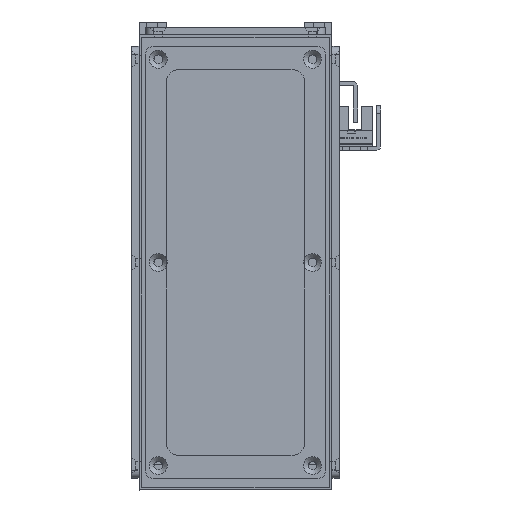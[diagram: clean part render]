
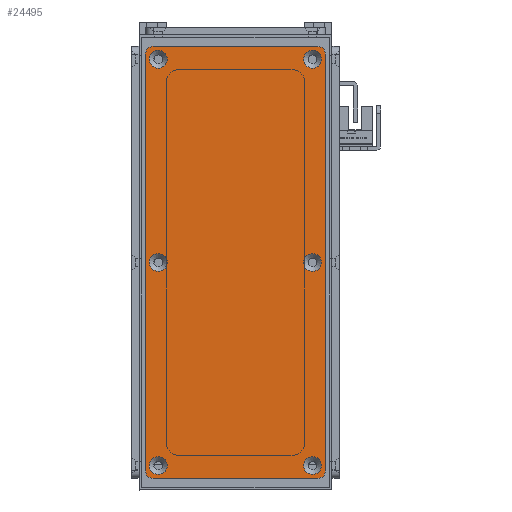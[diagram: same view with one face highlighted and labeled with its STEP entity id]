
A CAD part, left-side view. The second image highlights one B-rep face of the part: STEP entity #24495.
In plain terms, the highlighted face is planar.
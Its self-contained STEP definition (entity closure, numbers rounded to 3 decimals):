
#970=PLANE('',#27418);
#1448=FACE_BOUND('',#5066,.T.);
#1449=FACE_BOUND('',#5067,.T.);
#1450=FACE_BOUND('',#5068,.T.);
#1451=FACE_BOUND('',#5069,.T.);
#1452=FACE_BOUND('',#5070,.T.);
#1453=FACE_BOUND('',#5071,.T.);
#3343=FACE_OUTER_BOUND('',#5065,.T.);
#5065=EDGE_LOOP('',(#22560,#22561,#22562,#22563,#22564,#22565,#22566,#22567));
#5066=EDGE_LOOP('',(#22568));
#5067=EDGE_LOOP('',(#22569));
#5068=EDGE_LOOP('',(#22570));
#5069=EDGE_LOOP('',(#22571));
#5070=EDGE_LOOP('',(#22572));
#5071=EDGE_LOOP('',(#22573));
#7099=LINE('',#42146,#9174);
#7102=LINE('',#42154,#9177);
#7105=LINE('',#42162,#9180);
#7108=LINE('',#42169,#9183);
#9174=VECTOR('',#34288,10.);
#9177=VECTOR('',#34297,10.);
#9180=VECTOR('',#34306,10.);
#9183=VECTOR('',#34315,10.);
#10547=CIRCLE('',#27372,3.45);
#10550=CIRCLE('',#27377,3.45);
#10553=CIRCLE('',#27382,3.45);
#10556=CIRCLE('',#27387,3.45);
#10559=CIRCLE('',#27392,3.45);
#10562=CIRCLE('',#27397,3.45);
#10569=CIRCLE('',#27407,3.);
#10570=CIRCLE('',#27410,3.);
#10571=CIRCLE('',#27413,3.);
#10572=CIRCLE('',#27416,3.);
#12702=VERTEX_POINT('',#42062);
#12705=VERTEX_POINT('',#42072);
#12708=VERTEX_POINT('',#42082);
#12711=VERTEX_POINT('',#42092);
#12714=VERTEX_POINT('',#42102);
#12717=VERTEX_POINT('',#42112);
#12728=VERTEX_POINT('',#42139);
#12729=VERTEX_POINT('',#42141);
#12730=VERTEX_POINT('',#42145);
#12731=VERTEX_POINT('',#42149);
#12732=VERTEX_POINT('',#42153);
#12733=VERTEX_POINT('',#42157);
#12734=VERTEX_POINT('',#42161);
#12735=VERTEX_POINT('',#42165);
#15994=EDGE_CURVE('',#12702,#12702,#10547,.T.);
#15999=EDGE_CURVE('',#12705,#12705,#10550,.T.);
#16004=EDGE_CURVE('',#12708,#12708,#10553,.T.);
#16009=EDGE_CURVE('',#12711,#12711,#10556,.T.);
#16014=EDGE_CURVE('',#12714,#12714,#10559,.T.);
#16019=EDGE_CURVE('',#12717,#12717,#10562,.T.);
#16033=EDGE_CURVE('',#12729,#12728,#10569,.T.);
#16035=EDGE_CURVE('',#12730,#12729,#7099,.T.);
#16037=EDGE_CURVE('',#12731,#12730,#10570,.T.);
#16039=EDGE_CURVE('',#12732,#12731,#7102,.T.);
#16041=EDGE_CURVE('',#12733,#12732,#10571,.T.);
#16043=EDGE_CURVE('',#12734,#12733,#7105,.T.);
#16045=EDGE_CURVE('',#12735,#12734,#10572,.T.);
#16047=EDGE_CURVE('',#12728,#12735,#7108,.T.);
#22560=ORIENTED_EDGE('',*,*,#16047,.T.);
#22561=ORIENTED_EDGE('',*,*,#16045,.T.);
#22562=ORIENTED_EDGE('',*,*,#16043,.T.);
#22563=ORIENTED_EDGE('',*,*,#16041,.T.);
#22564=ORIENTED_EDGE('',*,*,#16039,.T.);
#22565=ORIENTED_EDGE('',*,*,#16037,.T.);
#22566=ORIENTED_EDGE('',*,*,#16035,.T.);
#22567=ORIENTED_EDGE('',*,*,#16033,.T.);
#22568=ORIENTED_EDGE('',*,*,#15994,.T.);
#22569=ORIENTED_EDGE('',*,*,#15999,.T.);
#22570=ORIENTED_EDGE('',*,*,#16004,.T.);
#22571=ORIENTED_EDGE('',*,*,#16009,.T.);
#22572=ORIENTED_EDGE('',*,*,#16014,.T.);
#22573=ORIENTED_EDGE('',*,*,#16019,.T.);
#24495=ADVANCED_FACE('',(#3343,#1448,#1449,#1450,#1451,#1452,#1453),#970,
 .T.);
#27372=AXIS2_PLACEMENT_3D('',#42063,#34196,#34197);
#27377=AXIS2_PLACEMENT_3D('',#42073,#34208,#34209);
#27382=AXIS2_PLACEMENT_3D('',#42083,#34220,#34221);
#27387=AXIS2_PLACEMENT_3D('',#42093,#34232,#34233);
#27392=AXIS2_PLACEMENT_3D('',#42103,#34244,#34245);
#27397=AXIS2_PLACEMENT_3D('',#42113,#34256,#34257);
#27407=AXIS2_PLACEMENT_3D('',#42142,#34283,#34284);
#27410=AXIS2_PLACEMENT_3D('',#42150,#34292,#34293);
#27413=AXIS2_PLACEMENT_3D('',#42158,#34301,#34302);
#27416=AXIS2_PLACEMENT_3D('',#42166,#34310,#34311);
#27418=AXIS2_PLACEMENT_3D('',#42170,#34316,#34317);
#34196=DIRECTION('center_axis',(0.,0.,-1.));
#34197=DIRECTION('ref_axis',(1.,0.,0.));
#34208=DIRECTION('center_axis',(0.,0.,-1.));
#34209=DIRECTION('ref_axis',(1.,0.,0.));
#34220=DIRECTION('center_axis',(0.,0.,-1.));
#34221=DIRECTION('ref_axis',(1.,0.,0.));
#34232=DIRECTION('center_axis',(0.,0.,-1.));
#34233=DIRECTION('ref_axis',(1.,0.,0.));
#34244=DIRECTION('center_axis',(0.,0.,-1.));
#34245=DIRECTION('ref_axis',(1.,0.,0.));
#34256=DIRECTION('center_axis',(0.,0.,-1.));
#34257=DIRECTION('ref_axis',(1.,0.,0.));
#34283=DIRECTION('center_axis',(0.,0.,1.));
#34284=DIRECTION('ref_axis',(-1.,0.,0.));
#34288=DIRECTION('',(0.,1.,0.));
#34292=DIRECTION('center_axis',(0.,0.,1.));
#34293=DIRECTION('ref_axis',(0.,1.,0.));
#34297=DIRECTION('',(1.,0.,0.));
#34301=DIRECTION('center_axis',(0.,0.,1.));
#34302=DIRECTION('ref_axis',(1.,0.,0.));
#34306=DIRECTION('',(0.,-1.,0.));
#34310=DIRECTION('center_axis',(0.,0.,1.));
#34311=DIRECTION('ref_axis',(0.,-1.,0.));
#34315=DIRECTION('',(-1.,0.,0.));
#34316=DIRECTION('center_axis',(0.,0.,1.));
#34317=DIRECTION('ref_axis',(1.,0.,0.));
#42062=CARTESIAN_POINT('',(-3.45,30.,1.5));
#42063=CARTESIAN_POINT('Origin',(0.,30.,1.5));
#42072=CARTESIAN_POINT('',(75.55,-30.,1.5));
#42073=CARTESIAN_POINT('Origin',(79.,-30.,1.5));
#42082=CARTESIAN_POINT('',(-82.45,30.,1.5));
#42083=CARTESIAN_POINT('Origin',(-79.,30.,1.5));
#42092=CARTESIAN_POINT('',(75.55,30.,1.5));
#42093=CARTESIAN_POINT('Origin',(79.,30.,1.5));
#42102=CARTESIAN_POINT('',(-82.45,-30.,1.5));
#42103=CARTESIAN_POINT('Origin',(-79.,-30.,1.5));
#42112=CARTESIAN_POINT('',(-3.45,-30.,1.5));
#42113=CARTESIAN_POINT('Origin',(0.,-30.,1.5));
#42139=CARTESIAN_POINT('',(81.,35.,1.5));
#42141=CARTESIAN_POINT('',(84.,32.,1.5));
#42142=CARTESIAN_POINT('Origin',(81.,32.,1.5));
#42145=CARTESIAN_POINT('',(84.,-32.,1.5));
#42146=CARTESIAN_POINT('',(84.,32.,1.5));
#42149=CARTESIAN_POINT('',(81.,-35.,1.5));
#42150=CARTESIAN_POINT('Origin',(81.,-32.,1.5));
#42153=CARTESIAN_POINT('',(-81.,-35.,1.5));
#42154=CARTESIAN_POINT('',(81.,-35.,1.5));
#42157=CARTESIAN_POINT('',(-84.,-32.,1.5));
#42158=CARTESIAN_POINT('Origin',(-81.,-32.,1.5));
#42161=CARTESIAN_POINT('',(-84.,32.,1.5));
#42162=CARTESIAN_POINT('',(-84.,-32.,1.5));
#42165=CARTESIAN_POINT('',(-81.,35.,1.5));
#42166=CARTESIAN_POINT('Origin',(-81.,32.,1.5));
#42169=CARTESIAN_POINT('',(-81.,35.,1.5));
#42170=CARTESIAN_POINT('Origin',(0.,0.,
1.5));
